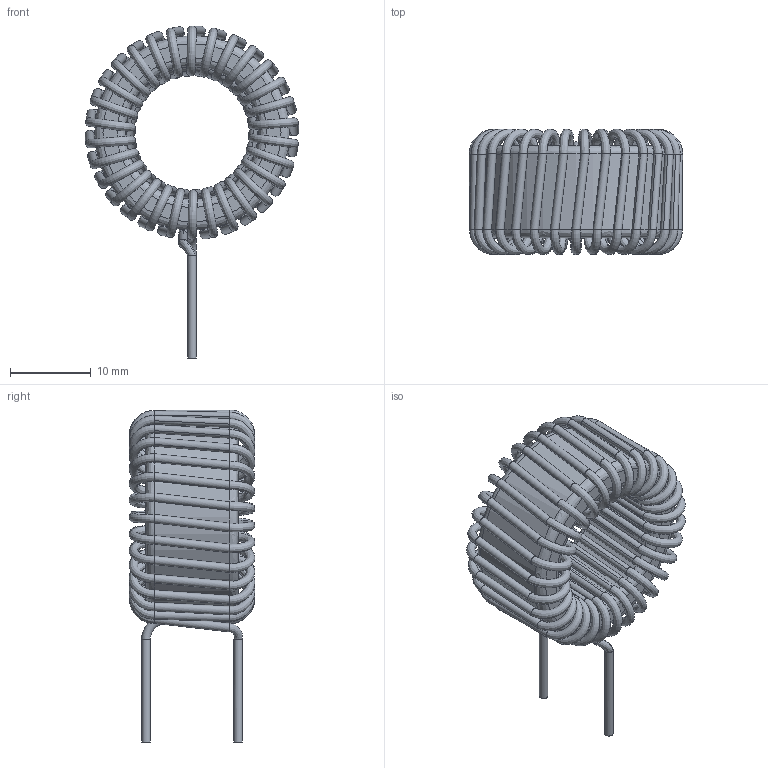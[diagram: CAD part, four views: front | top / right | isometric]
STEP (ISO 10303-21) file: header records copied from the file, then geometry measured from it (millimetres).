
FILE_DESCRIPTION(('FreeCAD Model'),'2;1');
FILE_NAME('Bourns_2209-V-RC.step','2020-05-02T14:12:00',('Author'),(''), 'Open CASCADE STEP processor 7.3','FreeCAD','Unknown');
FILE_SCHEMA(('AUTOMOTIVE_DESIGN { 1 0 10303 214 1 1 1 1 }'));
Length unit declared in the file: millimetre
Products named in the file (3): Bourns_2209-V-RC; Ferrite; wire/coil
Assembly tree (2 placements, depth 2):
  Bourns_2209-V-RC
    Ferrite
    wire/coil
Bounding box: 26.51 x 15.59 x 41.19 mm (x, y, z)
Volume: 3695 mm3; surface area: 5484 mm2
Topology: 2 solids, 2 shells, 255 faces, 625 edges, 374 vertices
Faces by surface type: bspline 123, revolution 64, plane 62, cylinder 5, torus 1
Full cylindrical faces by diameter (mm): 1.067 x3, 16.51 x1, 24.13 x1
Entity records: 10129 total; most frequent: CARTESIAN_POINT 4066, DIRECTION 1333, ORIENTED_EDGE 1250, AXIS2_PLACEMENT_3D 632, EDGE_CURVE 625, CIRCLE 561, VERTEX_POINT 374, FACE_BOUND 257
